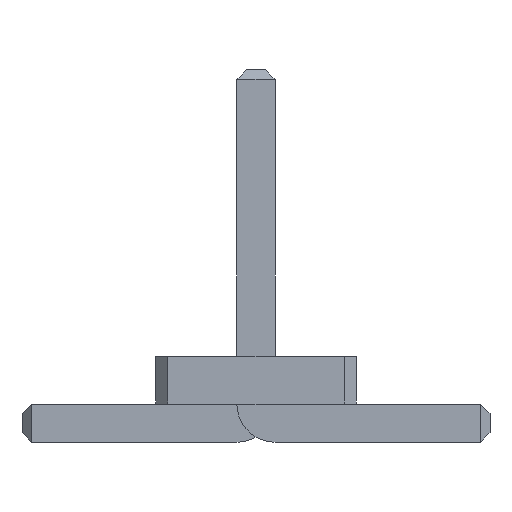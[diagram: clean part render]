
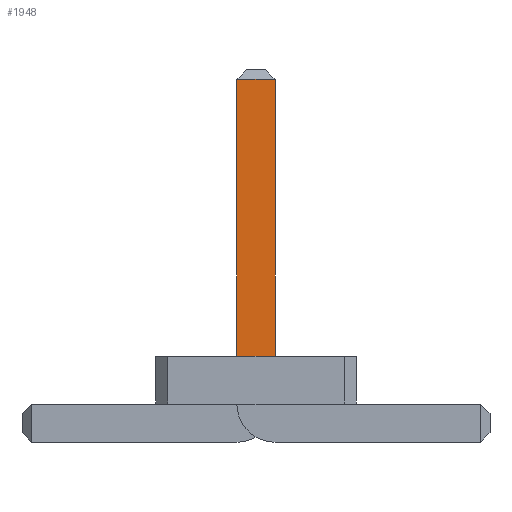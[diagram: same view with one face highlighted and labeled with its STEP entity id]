
A CAD part, front view. The second image highlights one B-rep face of the part: STEP entity #1948.
In plain terms, the highlighted planar face has unit normal (0, -1, 0).
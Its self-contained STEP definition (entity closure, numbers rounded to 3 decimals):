
#804 = EDGE_CURVE('',#805,#807,#809,.T.);
#805 = VERTEX_POINT('',#806);
#806 = CARTESIAN_POINT('',(0.2,-2.105,0.9));
#807 = VERTEX_POINT('',#808);
#808 = CARTESIAN_POINT('',(-0.2,-2.105,0.9));
#809 = LINE('',#810,#811);
#810 = CARTESIAN_POINT('',(-0.562,-2.105,0.9));
#811 = VECTOR('',#812,1.);
#812 = DIRECTION('',(-1.,-0.,-0.));
#1948 = ADVANCED_FACE('',(#1949),#1974,.T.);
#1949 = FACE_BOUND('',#1950,.T.);
#1950 = EDGE_LOOP('',(#1951,#1959,#1960,#1968));
#1951 = ORIENTED_EDGE('',*,*,#1952,.F.);
#1952 = EDGE_CURVE('',#807,#1953,#1955,.T.);
#1953 = VERTEX_POINT('',#1954);
#1954 = CARTESIAN_POINT('',(-0.2,-2.105,3.8));
#1955 = LINE('',#1956,#1957);
#1956 = CARTESIAN_POINT('',(-0.2,-2.105,0.));
#1957 = VECTOR('',#1958,1.);
#1958 = DIRECTION('',(0.,0.,1.));
#1959 = ORIENTED_EDGE('',*,*,#804,.F.);
#1960 = ORIENTED_EDGE('',*,*,#1961,.F.);
#1961 = EDGE_CURVE('',#1962,#805,#1964,.T.);
#1962 = VERTEX_POINT('',#1963);
#1963 = CARTESIAN_POINT('',(0.2,-2.105,3.8));
#1964 = LINE('',#1965,#1966);
#1965 = CARTESIAN_POINT('',(0.2,-2.105,3.9));
#1966 = VECTOR('',#1967,1.);
#1967 = DIRECTION('',(0.,0.,-1.));
#1968 = ORIENTED_EDGE('',*,*,#1969,.F.);
#1969 = EDGE_CURVE('',#1953,#1962,#1970,.T.);
#1970 = LINE('',#1971,#1972);
#1971 = CARTESIAN_POINT('',(-0.2,-2.105,3.8));
#1972 = VECTOR('',#1973,1.);
#1973 = DIRECTION('',(1.,0.,0.));
#1974 = PLANE('',#1975);
#1975 = AXIS2_PLACEMENT_3D('',#1976,#1977,#1978);
#1976 = CARTESIAN_POINT('',(-0.2,-2.105,3.9));
#1977 = DIRECTION('',(0.,-1.,0.));
#1978 = DIRECTION('',(0.,0.,-1.));
